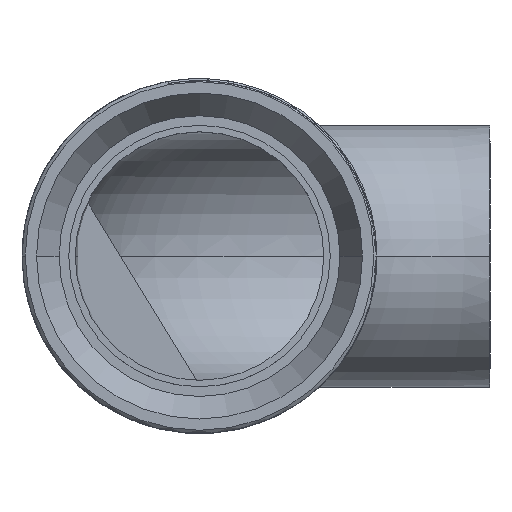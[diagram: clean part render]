
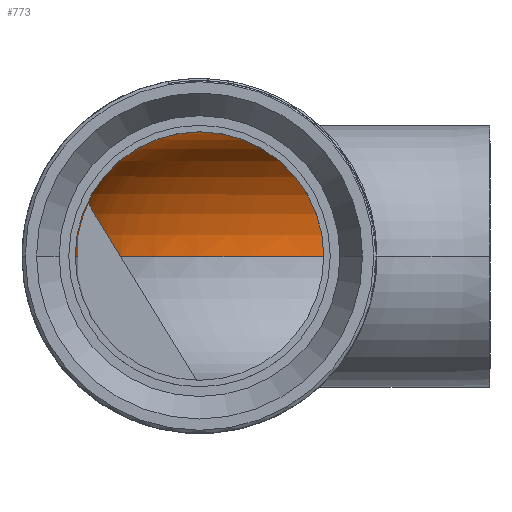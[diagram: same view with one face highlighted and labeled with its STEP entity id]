
A CAD part, top view. The second image highlights one B-rep face of the part: STEP entity #773.
In plain terms, the highlighted toroidal (fillet/blend) face has major radius 90 mm and minor radius 38.5 mm.
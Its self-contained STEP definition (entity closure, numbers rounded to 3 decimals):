
#27 = DIRECTION ( 'NONE',  ( 0., 0., -1. ) ) ;
#59 = CARTESIAN_POINT ( 'NONE',  ( -63.38, 28.536, -26.35 ) ) ;
#78 = CARTESIAN_POINT ( 'NONE',  ( -51., 0., -23.817 ) ) ;
#87 = CARTESIAN_POINT ( 'NONE',  ( -50.523, 0.706, -26.642 ) ) ;
#103 = CARTESIAN_POINT ( 'NONE',  ( -62.328, 27.6, -26.642 ) ) ;
#104 = CARTESIAN_POINT ( 'NONE',  ( 0., 0., -16.658 ) ) ;
#128 = CARTESIAN_POINT ( 'NONE',  ( -54.828, 16.864, -24.48 ) ) ;
#136 = CARTESIAN_POINT ( 'NONE',  ( -64.423, 29.441, -26.642 ) ) ;
#189 = AXIS2_PLACEMENT_3D ( 'NONE', #1739, #2646, #1317 ) ;
#286 = CARTESIAN_POINT ( 'NONE',  ( -51.298, 4.861, -23.865 ) ) ;
#310 = CARTESIAN_POINT ( 'NONE',  ( -60.395, 25.576, -26.642 ) ) ;
#328 = CIRCLE ( 'NONE', #189, 128.5 ) ;
#334 = CARTESIAN_POINT ( 'NONE',  ( -60.516, 25.566, -25.646 ) ) ;
#357 = CARTESIAN_POINT ( 'NONE',  ( -55.398, 18.806, -26.642 ) ) ;
#407 = EDGE_CURVE ( 'NONE', #1996, #2818, #1830, .T. ) ;
#468 = CARTESIAN_POINT ( 'NONE',  ( 0., 0., -16.658 ) ) ;
#495 = DIRECTION ( 'NONE',  ( -1., 0., 0. ) ) ;
#527 = DIRECTION ( 'NONE',  ( 0., -1., 0. ) ) ;
#563 = CARTESIAN_POINT ( 'NONE',  ( -51.76, 9.695, -26.642 ) ) ;
#573 = CARTESIAN_POINT ( 'NONE',  ( -55.782, 18.725, -24.659 ) ) ;
#580 = CARTESIAN_POINT ( 'NONE',  ( -50.523, 0., -26.642 ) ) ;
#643 = EDGE_CURVE ( 'NONE', #2071, #742, #1892, .T. ) ;
#705 = CARTESIAN_POINT ( 'NONE',  ( 0., 0., -106.658 ) ) ;
#742 = VERTEX_POINT ( 'NONE', #1443 ) ;
#751 = CARTESIAN_POINT ( 'NONE',  ( -50.543, 1.413, -26.642 ) ) ;
#773 = ADVANCED_FACE ( 'NONE', ( #2537 ), #850, .F. ) ;
#794 = CARTESIAN_POINT ( 'NONE',  ( -56.125, 19.338, -24.725 ) ) ;
#802 = CARTESIAN_POINT ( 'NONE',  ( -50.914, 5.597, -26.642 ) ) ;
#816 = CARTESIAN_POINT ( 'NONE',  ( -51.146, 6.972, -26.642 ) ) ;
#850 = TOROIDAL_SURFACE ( 'NONE', #1311, 90., 38.5 ) ;
#970 = CARTESIAN_POINT ( 'NONE',  ( -53.616, 15.006, -26.642 ) ) ;
#1036 = CARTESIAN_POINT ( 'NONE',  ( -59.633, 24.51, -25.448 ) ) ;
#1056 = EDGE_CURVE ( 'NONE', #2899, #2698, #328, .T. ) ;
#1152 = DIRECTION ( 'NONE',  ( 0., 0., 1. ) ) ;
#1185 = EDGE_LOOP ( 'NONE', ( #2747, #2575, #1920, #2177, #1898, #1547, #1375 ) ) ;
#1202 = CARTESIAN_POINT ( 'NONE',  ( -51., 1.392, -23.817 ) ) ;
#1211 = CARTESIAN_POINT ( 'NONE',  ( -56.86, 21.183, -26.642 ) ) ;
#1227 = EDGE_CURVE ( 'NONE', #2540, #2698, #2768, .T. ) ;
#1233 = CARTESIAN_POINT ( 'NONE',  ( -57.975, 22.3, -25.092 ) ) ;
#1237 = CARTESIAN_POINT ( 'NONE',  ( -51.5, 0., -16.658 ) ) ;
#1245 = CARTESIAN_POINT ( 'NONE',  ( -55.134, 17.489, -24.537 ) ) ;
#1252 = CARTESIAN_POINT ( 'NONE',  ( -63.35, 28.549, -26.642 ) ) ;
#1311 = AXIS2_PLACEMENT_3D ( 'NONE', #2795, #527, #1679 ) ;
#1317 = DIRECTION ( 'NONE',  ( 0., 0., -1. ) ) ;
#1349 = DIRECTION ( 'NONE',  ( -1., 0., 0. ) ) ;
#1375 = ORIENTED_EDGE ( 'NONE', *, *, #643, .F. ) ;
#1443 = CARTESIAN_POINT ( 'NONE',  ( -51., 0., -23.817 ) ) ;
#1446 = DIRECTION ( 'NONE',  ( 0., 0., -1. ) ) ;
#1460 = CARTESIAN_POINT ( 'NONE',  ( -53.084, 13.705, -26.642 ) ) ;
#1462 = EDGE_CURVE ( 'NONE', #1996, #2540, #2670, .T. ) ;
#1547 = ORIENTED_EDGE ( 'NONE', *, *, #2551, .T. ) ;
#1613 = CARTESIAN_POINT ( 'NONE',  ( -51.615, 6.937, -23.918 ) ) ;
#1634 = CARTESIAN_POINT ( 'NONE',  ( -59.472, 24.513, -26.642 ) ) ;
#1663 = CARTESIAN_POINT ( 'NONE',  ( -52.143, 11.042, -26.642 ) ) ;
#1679 = DIRECTION ( 'NONE',  ( 0., 0., -1. ) ) ;
#1739 = CARTESIAN_POINT ( 'NONE',  ( 0., 0., -16.658 ) ) ;
#1806 = DIRECTION ( 'NONE',  ( 0., 0., 1. ) ) ;
#1830 = B_SPLINE_CURVE_WITH_KNOTS ( 'NONE', 3,
 ( #580, #87, #751, #2811, #2796, #802, #816, #563, #1663, #2310, #1460, #970, #2372, #357, #1211, #2342, #1634, #310, #2140, #103, #1252, #136 ),
 .UNSPECIFIED., .F., .F.,
 ( 4, 2, 2, 2, 2, 2, 2, 2, 2, 2, 4 ),
 ( 0.091, 0.093, 0.095, 0.099, 0.103, 0.105, 0.108, 0.116, 0.118, 0.12, 0.124 ),
 .UNSPECIFIED. ) ;
#1852 = CARTESIAN_POINT ( 'NONE',  ( -51.747, 7.63, -23.94 ) ) ;
#1873 = CARTESIAN_POINT ( 'NONE',  ( -62.39, 27.578, -26.098 ) ) ;
#1892 = CIRCLE ( 'NONE', #2273, 51.5 ) ;
#1898 = ORIENTED_EDGE ( 'NONE', *, *, #407, .T. ) ;
#1920 = ORIENTED_EDGE ( 'NONE', *, *, #1227, .F. ) ;
#1924 = CIRCLE ( 'NONE', #2444, 38.5 ) ;
#1926 = CARTESIAN_POINT ( 'NONE',  ( -53.381, 13.704, -24.216 ) ) ;
#1932 = CARTESIAN_POINT ( 'NONE',  ( -50.523, 0., -26.642 ) ) ;
#1933 = AXIS2_PLACEMENT_3D ( 'NONE', #705, #495, #1806 ) ;
#1996 = VERTEX_POINT ( 'NONE', #1932 ) ;
#2037 = CARTESIAN_POINT ( 'NONE',  ( -90., 0., -16.658 ) ) ;
#2071 = VERTEX_POINT ( 'NONE', #1237 ) ;
#2140 = CARTESIAN_POINT ( 'NONE',  ( -60.868, 26.092, -26.642 ) ) ;
#2148 = CARTESIAN_POINT ( 'NONE',  ( -64.423, 29.441, -26.642 ) ) ;
#2177 = ORIENTED_EDGE ( 'NONE', *, *, #1462, .F. ) ;
#2259 = B_SPLINE_CURVE_WITH_KNOTS ( 'NONE', 3,
 ( #2148, #59, #1873, #334, #1036, #1233, #2588, #794, #573, #1245, #128, #1926, #2823, #1852, #1613, #2306, #286, #2318, #1202, #78 ),
 .UNSPECIFIED., .F., .F.,
 ( 4, 2, 2, 2, 2, 2, 2, 2, 2, 4 ),
 ( 0., 0.004, 0.008, 0.013, 0.015, 0.017, 0.025, 0.027, 0.029, 0.033 ),
 .UNSPECIFIED. ) ;
#2273 = AXIS2_PLACEMENT_3D ( 'NONE', #468, #2281, #27 ) ;
#2281 = DIRECTION ( 'NONE',  ( 0., -1., 0. ) ) ;
#2306 = CARTESIAN_POINT ( 'NONE',  ( -51.391, 5.553, -23.881 ) ) ;
#2310 = CARTESIAN_POINT ( 'NONE',  ( -52.834, 13.042, -26.642 ) ) ;
#2318 = CARTESIAN_POINT ( 'NONE',  ( -51.074, 2.781, -23.829 ) ) ;
#2342 = CARTESIAN_POINT ( 'NONE',  ( -59.022, 23.966, -26.642 ) ) ;
#2349 = CARTESIAN_POINT ( 'NONE',  ( 0., 0., -68.158 ) ) ;
#2372 = CARTESIAN_POINT ( 'NONE',  ( -53.899, 15.647, -26.642 ) ) ;
#2444 = AXIS2_PLACEMENT_3D ( 'NONE', #2037, #1152, #1349 ) ;
#2473 = CARTESIAN_POINT ( 'NONE',  ( -64.423, 29.441, -26.642 ) ) ;
#2537 = FACE_OUTER_BOUND ( 'NONE', #1185, .T. ) ;
#2540 = VERTEX_POINT ( 'NONE', #2349 ) ;
#2551 = EDGE_CURVE ( 'NONE', #2818, #742, #2259, .T. ) ;
#2575 = ORIENTED_EDGE ( 'NONE', *, *, #1056, .T. ) ;
#2588 = CARTESIAN_POINT ( 'NONE',  ( -57.2, 21.146, -24.935 ) ) ;
#2633 = CARTESIAN_POINT ( 'NONE',  ( 0., 0., -145.158 ) ) ;
#2646 = DIRECTION ( 'NONE',  ( 0., -1., 0. ) ) ;
#2670 = CIRCLE ( 'NONE', #2864, 51.5 ) ;
#2698 = VERTEX_POINT ( 'NONE', #2633 ) ;
#2747 = ORIENTED_EDGE ( 'NONE', *, *, #2908, .T. ) ;
#2768 = CIRCLE ( 'NONE', #1933, 38.5 ) ;
#2783 = DIRECTION ( 'NONE',  ( 0., -1., 0. ) ) ;
#2795 = CARTESIAN_POINT ( 'NONE',  ( 0., 0., -16.658 ) ) ;
#2796 = CARTESIAN_POINT ( 'NONE',  ( -50.68, 3.514, -26.642 ) ) ;
#2811 = CARTESIAN_POINT ( 'NONE',  ( -50.622, 2.816, -26.642 ) ) ;
#2818 = VERTEX_POINT ( 'NONE', #2473 ) ;
#2823 = CARTESIAN_POINT ( 'NONE',  ( -52.497, 11.067, -24.066 ) ) ;
#2864 = AXIS2_PLACEMENT_3D ( 'NONE', #104, #2783, #1446 ) ;
#2899 = VERTEX_POINT ( 'NONE', #2900 ) ;
#2900 = CARTESIAN_POINT ( 'NONE',  ( -128.5, 0., -16.658 ) ) ;
#2908 = EDGE_CURVE ( 'NONE', #2071, #2899, #1924, .T. ) ;
